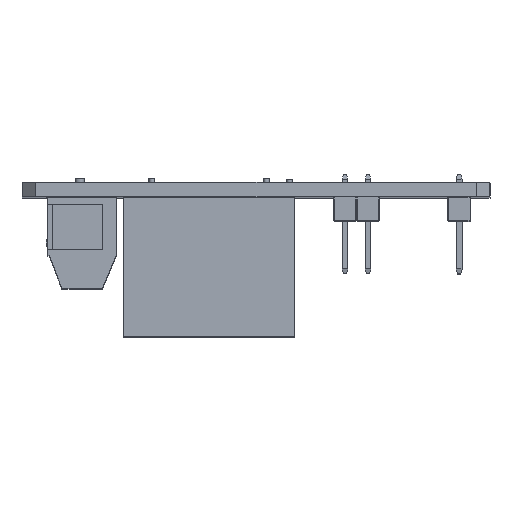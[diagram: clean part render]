
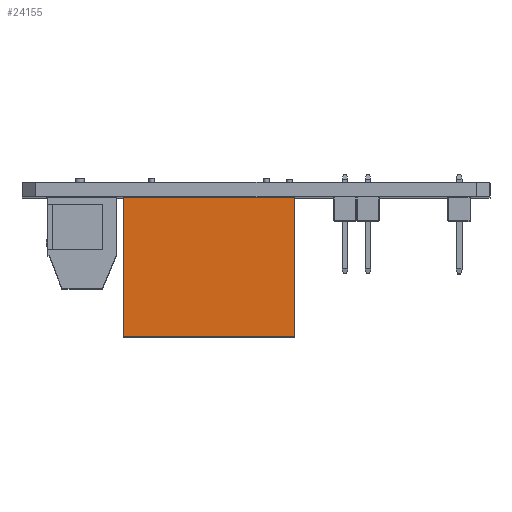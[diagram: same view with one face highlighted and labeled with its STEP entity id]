
A CAD part, top view. The second image highlights one B-rep face of the part: STEP entity #24155.
In plain terms, the highlighted face is planar.
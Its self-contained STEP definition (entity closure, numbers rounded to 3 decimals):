
#203 = ORIENTED_EDGE ( 'NONE', *, *, #5359, .F. ) ;
#225 = EDGE_CURVE ( 'NONE', #43509, #56192, #19214, .T. ) ;
#1399 = ORIENTED_EDGE ( 'NONE', *, *, #15816, .T. ) ;
#5359 = EDGE_CURVE ( 'NONE', #20200, #43509, #51823, .T. ) ;
#6205 = CARTESIAN_POINT ( 'NONE',  ( -37.2, 2.68, 17.05 ) ) ;
#8179 = CARTESIAN_POINT ( 'NONE',  ( -18.2, 2.68, 17.05 ) ) ;
#9577 = CARTESIAN_POINT ( 'NONE',  ( -37.2, 2.68, 17.05 ) ) ;
#10797 = DIRECTION ( 'NONE',  ( -1., 0., 0. ) ) ;
#11052 = PLANE ( 'NONE',  #51405 ) ;
#11737 = CARTESIAN_POINT ( 'NONE',  ( -18.2, 2.68, 17.05 ) ) ;
#13197 = CARTESIAN_POINT ( 'NONE',  ( -18.2, 2.68, 1.6 ) ) ;
#13350 = LINE ( 'NONE', #8179, #57313 ) ;
#13392 = VECTOR ( 'NONE', #10797, 1000. ) ;
#15304 = FACE_OUTER_BOUND ( 'NONE', #49151, .T. ) ;
#15816 = EDGE_CURVE ( 'NONE', #20200, #46803, #13350, .T. ) ;
#18326 = DIRECTION ( 'NONE',  ( 0., 0., -1. ) ) ;
#19214 = LINE ( 'NONE', #9577, #35492 ) ;
#20200 = VERTEX_POINT ( 'NONE', #11737 ) ;
#21178 = ORIENTED_EDGE ( 'NONE', *, *, #225, .F. ) ;
#24155 = ADVANCED_FACE ( 'NONE', ( #15304 ), #11052, .F. ) ;
#24663 = LINE ( 'NONE', #47332, #13392 ) ;
#28175 = EDGE_CURVE ( 'NONE', #46803, #56192, #24663, .T. ) ;
#28303 = DIRECTION ( 'NONE',  ( 1., 0., 0. ) ) ;
#28977 = CARTESIAN_POINT ( 'NONE',  ( -37.2, 2.68, 1.6 ) ) ;
#32232 = VECTOR ( 'NONE', #44637, 1000. ) ;
#32498 = CARTESIAN_POINT ( 'NONE',  ( -37.2, 2.68, 17.05 ) ) ;
#34673 = CARTESIAN_POINT ( 'NONE',  ( -37.2, 2.68, 17.05 ) ) ;
#35492 = VECTOR ( 'NONE', #18326, 1000. ) ;
#38595 = DIRECTION ( 'NONE',  ( 0., -1., 0. ) ) ;
#42472 = ORIENTED_EDGE ( 'NONE', *, *, #28175, .T. ) ;
#43509 = VERTEX_POINT ( 'NONE', #32498 ) ;
#44637 = DIRECTION ( 'NONE',  ( -1., 0., 0. ) ) ;
#46803 = VERTEX_POINT ( 'NONE', #13197 ) ;
#47332 = CARTESIAN_POINT ( 'NONE',  ( -37.2, 2.68, 1.6 ) ) ;
#49151 = EDGE_LOOP ( 'NONE', ( #42472, #21178, #203, #1399 ) ) ;
#49859 = DIRECTION ( 'NONE',  ( 0., 0., -1. ) ) ;
#51405 = AXIS2_PLACEMENT_3D ( 'NONE', #6205, #38595, #28303 ) ;
#51823 = LINE ( 'NONE', #34673, #32232 ) ;
#56192 = VERTEX_POINT ( 'NONE', #28977 ) ;
#57313 = VECTOR ( 'NONE', #49859, 1000. ) ;
